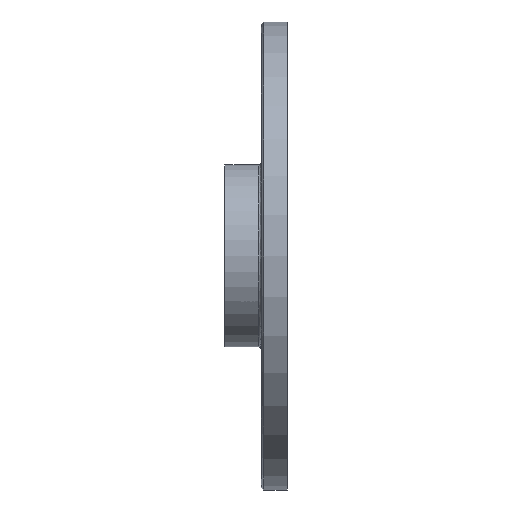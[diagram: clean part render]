
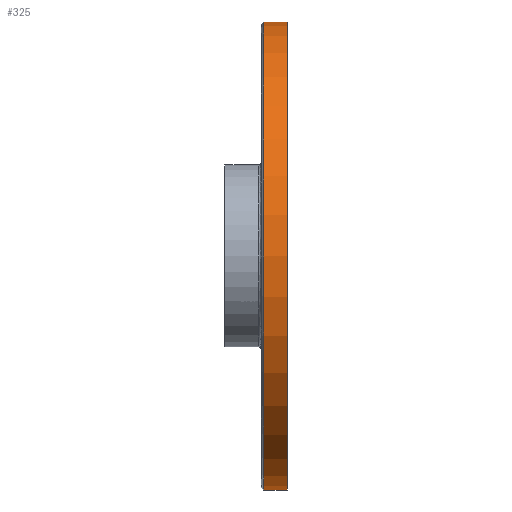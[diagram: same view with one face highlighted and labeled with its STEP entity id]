
A CAD part, left-side view. The second image highlights one B-rep face of the part: STEP entity #325.
In plain terms, the highlighted cylindrical face has radius 45 mm (diameter 90 mm), a partial arc.
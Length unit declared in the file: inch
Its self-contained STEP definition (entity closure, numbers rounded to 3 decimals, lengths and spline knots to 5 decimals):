
#89 = DIRECTION ( 'NONE',  ( 0., -1., 0. ) ) ;
#102 = CARTESIAN_POINT ( 'NONE',  ( 0., 0., -1.77165 ) ) ;
#120 = EDGE_CURVE ( 'NONE', #201, #825, #1235, .T. ) ;
#130 = EDGE_CURVE ( 'NONE', #825, #605, #308, .T. ) ;
#146 = AXIS2_PLACEMENT_3D ( 'NONE', #997, #446, #1190 ) ;
#163 = DIRECTION ( 'NONE',  ( 0., 0., -1. ) ) ;
#201 = VERTEX_POINT ( 'NONE', #263 ) ;
#208 = VERTEX_POINT ( 'NONE', #480 ) ;
#253 = DIRECTION ( 'NONE',  ( 0., -1., 0. ) ) ;
#263 = CARTESIAN_POINT ( 'NONE',  ( 0., 0.17717, 1.77165 ) ) ;
#287 = CARTESIAN_POINT ( 'NONE',  ( 0., 0.08858, 0. ) ) ;
#308 = LINE ( 'NONE', #583, #813 ) ;
#325 = ADVANCED_FACE ( 'NONE', ( #911 ), #738, .T. ) ;
#334 = CARTESIAN_POINT ( 'NONE',  ( 0., 0.17717, -1.77165 ) ) ;
#400 = AXIS2_PLACEMENT_3D ( 'NONE', #1100, #687, #1315 ) ;
#415 = EDGE_CURVE ( 'NONE', #201, #208, #892, .T. ) ;
#437 = ORIENTED_EDGE ( 'NONE', *, *, #120, .T. ) ;
#446 = DIRECTION ( 'NONE',  ( 0., -1., 0. ) ) ;
#480 = CARTESIAN_POINT ( 'NONE',  ( 0., 0., 1.77165 ) ) ;
#583 = CARTESIAN_POINT ( 'NONE',  ( 0., 0.08858, -1.77165 ) ) ;
#605 = VERTEX_POINT ( 'NONE', #102 ) ;
#687 = DIRECTION ( 'NONE',  ( 0., -1., 0. ) ) ;
#738 = CYLINDRICAL_SURFACE ( 'NONE', #800, 1.77165 ) ;
#800 = AXIS2_PLACEMENT_3D ( 'NONE', #287, #1028, #163 ) ;
#813 = VECTOR ( 'NONE', #253, 39.37008 ) ;
#825 = VERTEX_POINT ( 'NONE', #334 ) ;
#860 = ORIENTED_EDGE ( 'NONE', *, *, #130, .T. ) ;
#892 = LINE ( 'NONE', #938, #1088 ) ;
#896 = ORIENTED_EDGE ( 'NONE', *, *, #415, .F. ) ;
#908 = CIRCLE ( 'NONE', #146, 1.77165 ) ;
#911 = FACE_OUTER_BOUND ( 'NONE', #919, .T. ) ;
#919 = EDGE_LOOP ( 'NONE', ( #896, #437, #860, #1038 ) ) ;
#930 = EDGE_CURVE ( 'NONE', #208, #605, #908, .T. ) ;
#938 = CARTESIAN_POINT ( 'NONE',  ( 0., 0.08858, 1.77165 ) ) ;
#997 = CARTESIAN_POINT ( 'NONE',  ( 0., 0., 0. ) ) ;
#1028 = DIRECTION ( 'NONE',  ( 0., -1., 0. ) ) ;
#1038 = ORIENTED_EDGE ( 'NONE', *, *, #930, .F. ) ;
#1088 = VECTOR ( 'NONE', #89, 39.37008 ) ;
#1100 = CARTESIAN_POINT ( 'NONE',  ( 0., 0.17717, 0. ) ) ;
#1190 = DIRECTION ( 'NONE',  ( 0., 0., -1. ) ) ;
#1235 = CIRCLE ( 'NONE', #400, 1.77165 ) ;
#1315 = DIRECTION ( 'NONE',  ( 0., 0., -1. ) ) ;
